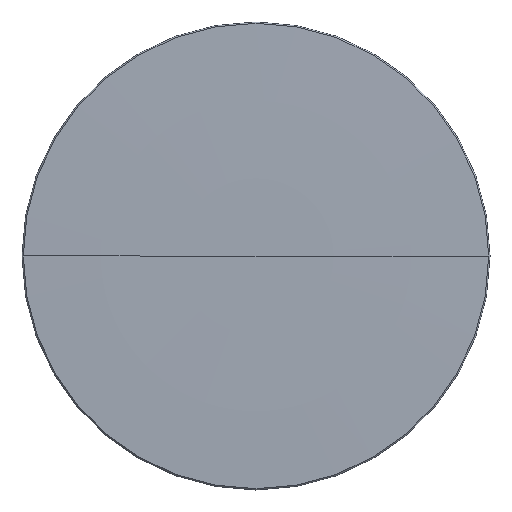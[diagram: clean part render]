
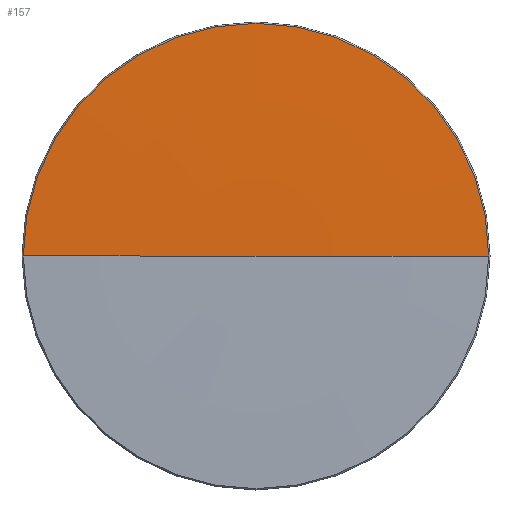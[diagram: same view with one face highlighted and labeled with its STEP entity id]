
A CAD part, left-side view. The second image highlights one B-rep face of the part: STEP entity #157.
In plain terms, the highlighted toroidal (fillet/blend) face has major radius 5.037 mm and minor radius 919.6 mm.
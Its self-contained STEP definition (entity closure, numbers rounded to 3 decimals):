
#32 = EDGE_LOOP ( 'NONE', ( #82, #80, #70 ) ) ;
#70 = ORIENTED_EDGE ( 'NONE', *, *, #72, .F. ) ;
#72 = EDGE_CURVE ( 'NONE', #167, #73, #189, .T. ) ;
#73 = VERTEX_POINT ( 'NONE', #181 ) ;
#80 = ORIENTED_EDGE ( 'NONE', *, *, #160, .T. ) ;
#82 = ORIENTED_EDGE ( 'NONE', *, *, #166, .T. ) ;
#157 = ADVANCED_FACE ( 'NONE', ( #369 ), #379, .T. ) ;
#160 = EDGE_CURVE ( 'NONE', #168, #73, #383, .T. ) ;
#166 = EDGE_CURVE ( 'NONE', #167, #168, #403, .T. ) ;
#167 = VERTEX_POINT ( 'NONE', #394 ) ;
#168 = VERTEX_POINT ( 'NONE', #393 ) ;
#181 = CARTESIAN_POINT ( 'NONE',  ( -1.85, 0., 0. ) ) ;
#182 = DIRECTION ( 'NONE',  ( -1., 0., 0. ) ) ;
#183 = DIRECTION ( 'NONE',  ( 0., 0., -1. ) ) ;
#187 = CARTESIAN_POINT ( 'NONE',  ( 917.736, -5.036, 0. ) ) ;
#188 = AXIS2_PLACEMENT_3D ( 'NONE', #187, #183, #182 ) ;
#189 = CIRCLE ( 'NONE', #188, 919.6 ) ;
#331 = AXIS2_PLACEMENT_3D ( 'NONE', #342, #341, #349 ) ;
#341 = DIRECTION ( 'NONE',  ( -1., 0., 0. ) ) ;
#342 = CARTESIAN_POINT ( 'NONE',  ( 917.736, 0., 0. ) ) ;
#349 = DIRECTION ( 'NONE',  ( 0., -1., 0. ) ) ;
#369 = FACE_OUTER_BOUND ( 'NONE', #32, .T. ) ;
#379 = TOROIDAL_SURFACE ( 'NONE', #331, 5.036, 919.6 ) ;
#383 = CIRCLE ( 'NONE', #388, 919.6 ) ;
#388 = AXIS2_PLACEMENT_3D ( 'NONE', #430, #429, #428 ) ;
#393 = CARTESIAN_POINT ( 'NONE',  ( -1.641, 25.259, 0. ) ) ;
#394 = CARTESIAN_POINT ( 'NONE',  ( -1.641, -25.259, 0. ) ) ;
#395 = DIRECTION ( 'NONE',  ( 0., -1., 0. ) ) ;
#396 = DIRECTION ( 'NONE',  ( -1., 0., 0. ) ) ;
#397 = CARTESIAN_POINT ( 'NONE',  ( -1.641, 0., 0. ) ) ;
#398 = AXIS2_PLACEMENT_3D ( 'NONE', #397, #396, #395 ) ;
#403 = CIRCLE ( 'NONE', #398, 25.259 ) ;
#428 = DIRECTION ( 'NONE',  ( 0., -1., 0. ) ) ;
#429 = DIRECTION ( 'NONE',  ( 0., 0., 1. ) ) ;
#430 = CARTESIAN_POINT ( 'NONE',  ( 917.736, 5.036, 0. ) ) ;
